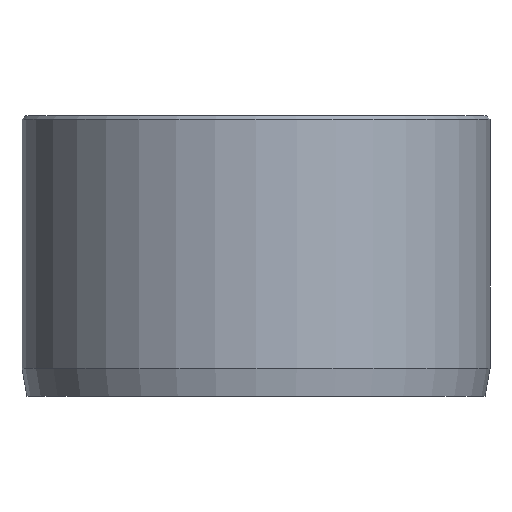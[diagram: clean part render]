
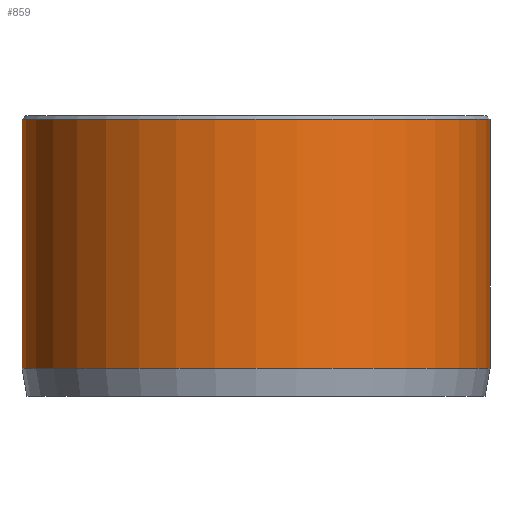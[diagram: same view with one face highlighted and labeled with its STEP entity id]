
A CAD part, front view. The second image highlights one B-rep face of the part: STEP entity #859.
In plain terms, the highlighted cylindrical face has radius 12.5 mm (diameter 25 mm), a partial arc.
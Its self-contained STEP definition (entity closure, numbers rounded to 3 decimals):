
#1 = EDGE_CURVE ( 'NONE', #64, #527, #1098, .T. ) ;
#64 = VERTEX_POINT ( 'NONE', #1044 ) ;
#68 = CARTESIAN_POINT ( 'NONE',  ( -12.5, 0., 1.5 ) ) ;
#111 = ORIENTED_EDGE ( 'NONE', *, *, #1, .T. ) ;
#131 = ORIENTED_EDGE ( 'NONE', *, *, #213, .T. ) ;
#165 = ORIENTED_EDGE ( 'NONE', *, *, #269, .T. ) ;
#167 = CARTESIAN_POINT ( 'NONE',  ( 12.5, 0., 1.5 ) ) ;
#213 = EDGE_CURVE ( 'NONE', #244, #1267, #411, .T. ) ;
#244 = VERTEX_POINT ( 'NONE', #68 ) ;
#250 = AXIS2_PLACEMENT_3D ( 'NONE', #360, #1272, #974 ) ;
#260 = AXIS2_PLACEMENT_3D ( 'NONE', #1003, #1106, #802 ) ;
#269 = EDGE_CURVE ( 'NONE', #527, #244, #878, .T. ) ;
#291 = ORIENTED_EDGE ( 'NONE', *, *, #1285, .F. ) ;
#299 = VECTOR ( 'NONE', #849, 1000. ) ;
#360 = CARTESIAN_POINT ( 'NONE',  ( 0., 0., 1.5 ) ) ;
#390 = CARTESIAN_POINT ( 'NONE',  ( -12.5, 0., 14.8 ) ) ;
#409 = CYLINDRICAL_SURFACE ( 'NONE', #260, 12.5 ) ;
#411 = CIRCLE ( 'NONE', #250, 12.5 ) ;
#440 = EDGE_LOOP ( 'NONE', ( #291, #111, #165, #131 ) ) ;
#455 = CARTESIAN_POINT ( 'NONE',  ( 12.5, 0., 15. ) ) ;
#503 = FACE_OUTER_BOUND ( 'NONE', #440, .T. ) ;
#527 = VERTEX_POINT ( 'NONE', #390 ) ;
#802 = DIRECTION ( 'NONE',  ( -1., 0., 0. ) ) ;
#849 = DIRECTION ( 'NONE',  ( 0., 0., -1. ) ) ;
#859 = ADVANCED_FACE ( 'NONE', ( #503 ), #409, .T. ) ;
#872 = DIRECTION ( 'NONE',  ( 0., 0., -1. ) ) ;
#878 = LINE ( 'NONE', #971, #948 ) ;
#948 = VECTOR ( 'NONE', #872, 1000. ) ;
#971 = CARTESIAN_POINT ( 'NONE',  ( -12.5, 0., 15. ) ) ;
#974 = DIRECTION ( 'NONE',  ( 1., 0., 0. ) ) ;
#996 = AXIS2_PLACEMENT_3D ( 'NONE', #1146, #1150, #1052 ) ;
#1003 = CARTESIAN_POINT ( 'NONE',  ( 0., 0., 15. ) ) ;
#1044 = CARTESIAN_POINT ( 'NONE',  ( 12.5, 0., 14.8 ) ) ;
#1052 = DIRECTION ( 'NONE',  ( 1., 0., 0. ) ) ;
#1096 = LINE ( 'NONE', #455, #299 ) ;
#1098 = CIRCLE ( 'NONE', #996, 12.5 ) ;
#1106 = DIRECTION ( 'NONE',  ( 0., 0., -1. ) ) ;
#1146 = CARTESIAN_POINT ( 'NONE',  ( 0., 0., 14.8 ) ) ;
#1150 = DIRECTION ( 'NONE',  ( 0., 0., -1. ) ) ;
#1267 = VERTEX_POINT ( 'NONE', #167 ) ;
#1272 = DIRECTION ( 'NONE',  ( 0., 0., 1. ) ) ;
#1285 = EDGE_CURVE ( 'NONE', #64, #1267, #1096, .T. ) ;
